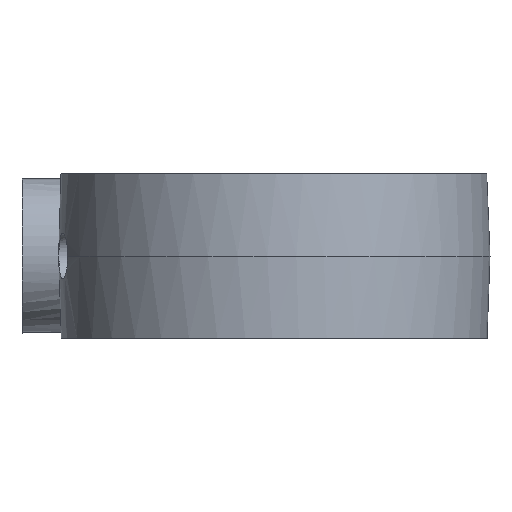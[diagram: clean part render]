
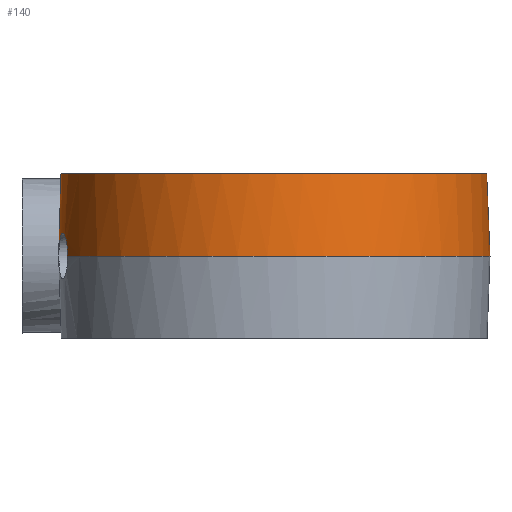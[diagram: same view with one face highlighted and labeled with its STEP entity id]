
A CAD part, front view. The second image highlights one B-rep face of the part: STEP entity #140.
In plain terms, the highlighted free-form (B-spline) face has degree [2, 1] with [5, 2] control points.
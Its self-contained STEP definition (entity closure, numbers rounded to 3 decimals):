
#22 = VERTEX_POINT('',#23);
#23 = CARTESIAN_POINT('',(-40.299,-3.378,0.));
#68 = EDGE_CURVE('',#22,#69,#71,.T.);
#69 = VERTEX_POINT('',#70);
#70 = CARTESIAN_POINT('',(-38.678,-11.81,0.));
#71 = B_SPLINE_CURVE_WITH_KNOTS('',3,(#72,#73,#74,#75,#76,#77,#78,#79,
    #80,#81,#82,#83,#84,#85,#86,#87,#88,#89,#90,#91,#92,#93,#94),
  .UNSPECIFIED.,.F.,.F.,(4,2,2,2,2,2,2,2,2,3,4),(-1.342,
    -1.341,-1.173,-1.006,-0.838,
    -0.67,-0.503,-0.335,-0.168,0.,
    0.002),.UNSPECIFIED.);
#72 = CARTESIAN_POINT('',(-40.299,-3.378,
    0.));
#73 = CARTESIAN_POINT('',(-40.299,-3.378,
    0.005));
#74 = CARTESIAN_POINT('',(-40.299,-3.378,
    0.011));
#75 = CARTESIAN_POINT('',(-40.28,-3.376,0.553)
  );
#76 = CARTESIAN_POINT('',(-40.251,-3.482,1.126
    ));
#77 = CARTESIAN_POINT('',(-40.175,-3.915,2.18)
  );
#78 = CARTESIAN_POINT('',(-40.126,-4.242,2.661)
  );
#79 = CARTESIAN_POINT('',(-40.012,-4.996,3.42)
  );
#80 = CARTESIAN_POINT('',(-39.94,-5.473,3.749
    ));
#81 = CARTESIAN_POINT('',(-39.768,-6.515,4.186)
  );
#82 = CARTESIAN_POINT('',(-39.667,-7.08,4.293
    ));
#83 = CARTESIAN_POINT('',(-39.464,-8.137,4.293
    ));
#84 = CARTESIAN_POINT('',(-39.348,-8.699,4.186)
  );
#85 = CARTESIAN_POINT('',(-39.121,-9.731,3.749
    ));
#86 = CARTESIAN_POINT('',(-39.011,-10.201,3.42)
  );
#87 = CARTESIAN_POINT('',(-38.837,-10.943,2.661)
  );
#88 = CARTESIAN_POINT('',(-38.761,-11.265,2.18)
  );
#89 = CARTESIAN_POINT('',(-38.672,-11.695,1.126
    ));
#90 = CARTESIAN_POINT('',(-38.659,-11.804,0.553)
  );
#91 = CARTESIAN_POINT('',(-38.677,-11.81,
    0.016));
#92 = CARTESIAN_POINT('',(-38.677,-11.81,
    0.011));
#93 = CARTESIAN_POINT('',(-38.677,-11.81,
    0.005));
#94 = CARTESIAN_POINT('',(-38.678,-11.81,0.));
#140 = ADVANCED_FACE('',(#141),#184,.T.);
#141 = FACE_BOUND('',#142,.T.);
#142 = EDGE_LOOP('',(#143,#144,#154,#161,#171,#178));
#143 = ORIENTED_EDGE('',*,*,#68,.T.);
#144 = ORIENTED_EDGE('',*,*,#145,.T.);
#145 = EDGE_CURVE('',#69,#146,#148,.T.);
#146 = VERTEX_POINT('',#147);
#147 = CARTESIAN_POINT('',(37.3,15.625,0.));
#148 = ( BOUNDED_CURVE() B_SPLINE_CURVE(2,(#149,#150,#151,#152,#153),
.UNSPECIFIED.,.F.,.F.) B_SPLINE_CURVE_WITH_KNOTS((3,2,3),(0.693
,2.314,3.935),.PIECEWISE_BEZIER_KNOTS.) CURVE() 
GEOMETRIC_REPRESENTATION_ITEM() RATIONAL_B_SPLINE_CURVE((1.,
0.689,1.,0.689,1.)) REPRESENTATION_ITEM('') );
#149 = CARTESIAN_POINT('',(-38.678,-11.81,0.));
#150 = CARTESIAN_POINT('',(-26.26,-52.478,0.));
#151 = CARTESIAN_POINT('',(13.735,-38.037,0.));
#152 = CARTESIAN_POINT('',(53.729,-23.595,0.));
#153 = CARTESIAN_POINT('',(37.3,15.625,0.));
#154 = ORIENTED_EDGE('',*,*,#155,.T.);
#155 = EDGE_CURVE('',#146,#156,#158,.T.);
#156 = VERTEX_POINT('',#157);
#157 = CARTESIAN_POINT('',(36.804,15.417,
    15.406));
#158 = B_SPLINE_CURVE_WITH_KNOTS('',1,(#159,#160),.UNSPECIFIED.,.F.,.F.,
  (2,2),(0.,16.01),.PIECEWISE_BEZIER_KNOTS.);
#159 = CARTESIAN_POINT('',(37.3,15.625,0.));
#160 = CARTESIAN_POINT('',(36.804,15.417,
    15.406));
#161 = ORIENTED_EDGE('',*,*,#162,.T.);
#162 = EDGE_CURVE('',#156,#163,#165,.T.);
#163 = VERTEX_POINT('',#164);
#164 = CARTESIAN_POINT('',(-36.804,15.417,
    15.406));
#165 = ( BOUNDED_CURVE() B_SPLINE_CURVE(2,(#166,#167,#168,#169,#170),
.UNSPECIFIED.,.F.,.F.) B_SPLINE_CURVE_WITH_KNOTS((3,2,3),(2.348
,4.316,6.283),.PIECEWISE_BEZIER_KNOTS.) CURVE() 
GEOMETRIC_REPRESENTATION_ITEM() RATIONAL_B_SPLINE_CURVE((1.,
0.554,1.,0.554,1.)) REPRESENTATION_ITEM('') );
#166 = CARTESIAN_POINT('',(36.804,15.417,
    15.406));
#167 = CARTESIAN_POINT('',(59.977,-39.902,
    15.406));
#168 = CARTESIAN_POINT('',(0.,-39.902,
    15.406));
#169 = CARTESIAN_POINT('',(-59.977,-39.902,
    15.406));
#170 = CARTESIAN_POINT('',(-36.804,15.417,
    15.406));
#171 = ORIENTED_EDGE('',*,*,#172,.F.);
#172 = EDGE_CURVE('',#173,#163,#175,.T.);
#173 = VERTEX_POINT('',#174);
#174 = CARTESIAN_POINT('',(-37.3,15.625,0.));
#175 = B_SPLINE_CURVE_WITH_KNOTS('',1,(#176,#177),.UNSPECIFIED.,.F.,.F.,
  (2,2),(0.,16.01),.PIECEWISE_BEZIER_KNOTS.);
#176 = CARTESIAN_POINT('',(-37.3,15.625,0.));
#177 = CARTESIAN_POINT('',(-36.804,15.417,
    15.406));
#178 = ORIENTED_EDGE('',*,*,#179,.T.);
#179 = EDGE_CURVE('',#173,#22,#180,.T.);
#180 = ( BOUNDED_CURVE() B_SPLINE_CURVE(2,(#181,#182,#183),
.UNSPECIFIED.,.F.,.F.) B_SPLINE_CURVE_WITH_KNOTS((3,3),(0.,
0.48),.PIECEWISE_BEZIER_KNOTS.) CURVE() 
GEOMETRIC_REPRESENTATION_ITEM() RATIONAL_B_SPLINE_CURVE((1.,
0.971,1.)) REPRESENTATION_ITEM('') );
#181 = CARTESIAN_POINT('',(-37.3,15.625,0.));
#182 = CARTESIAN_POINT('',(-41.126,6.491,0.));
#183 = CARTESIAN_POINT('',(-40.299,-3.378,0.));
#184 = ( BOUNDED_SURFACE() B_SPLINE_SURFACE(2,1,(
    (#185,#186)
    ,(#187,#188)
    ,(#189,#190)
    ,(#191,#192)
,(#193,#194
    )),.UNSPECIFIED.,.F.,.F.,.F.) B_SPLINE_SURFACE_WITH_KNOTS((3,2,3),(2
    ,2),(-1.967,0.,1.967),(-16.01,
    0.),.PIECEWISE_BEZIER_KNOTS.) 
GEOMETRIC_REPRESENTATION_ITEM() RATIONAL_B_SPLINE_SURFACE((
    (1.,1.)
    ,(0.554,0.554)
    ,(1.,1.)
    ,(0.554,0.554)
,(1.,1.))) REPRESENTATION_ITEM('') SURFACE() );
#185 = CARTESIAN_POINT('',(36.804,15.417,
    15.406));
#186 = CARTESIAN_POINT('',(37.3,15.625,
    0.));
#187 = CARTESIAN_POINT('',(59.977,-39.902,
    15.406));
#188 = CARTESIAN_POINT('',(60.785,-40.44,
    0.));
#189 = CARTESIAN_POINT('',(0.,-39.902,
    15.406));
#190 = CARTESIAN_POINT('',(0.,-40.44,
    0.));
#191 = CARTESIAN_POINT('',(-59.977,-39.902,
    15.406));
#192 = CARTESIAN_POINT('',(-60.785,-40.44,
    0.));
#193 = CARTESIAN_POINT('',(-36.804,15.417,
    15.406));
#194 = CARTESIAN_POINT('',(-37.3,15.625,
    0.));
